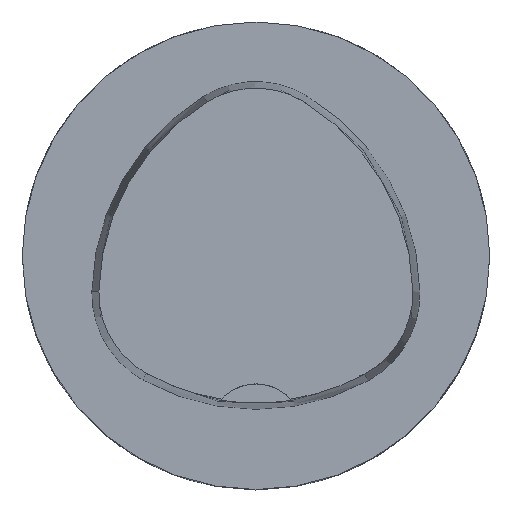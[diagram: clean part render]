
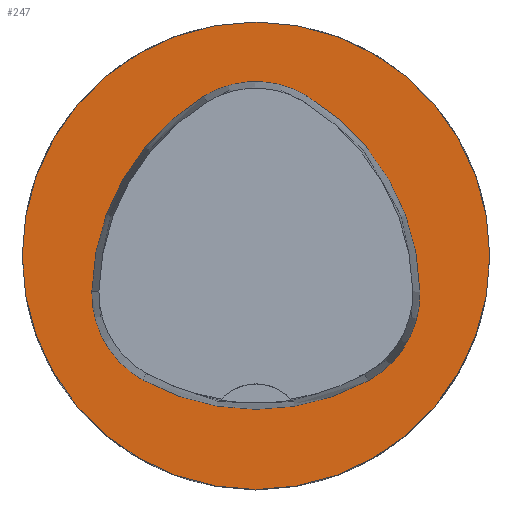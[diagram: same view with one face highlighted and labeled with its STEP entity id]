
A CAD part, top view. The second image highlights one B-rep face of the part: STEP entity #247.
In plain terms, the highlighted planar face has unit normal (0, 0, 1).
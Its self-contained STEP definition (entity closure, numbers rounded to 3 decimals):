
#247=ADVANCED_FACE('',(#316,#317),#283,.T.);
#283=PLANE('',#789);
#316=FACE_BOUND('',#355,.T.);
#317=FACE_BOUND('',#356,.T.);
#355=EDGE_LOOP('',(#446,#447,#448,#449,#450,#451));
#356=EDGE_LOOP('',(#452));
#446=ORIENTED_EDGE('',*,*,#660,.T.);
#447=ORIENTED_EDGE('',*,*,#640,.T.);
#448=ORIENTED_EDGE('',*,*,#644,.T.);
#449=ORIENTED_EDGE('',*,*,#647,.T.);
#450=ORIENTED_EDGE('',*,*,#650,.T.);
#451=ORIENTED_EDGE('',*,*,#658,.T.);
#452=ORIENTED_EDGE('',*,*,#663,.F.);
#579=VERTEX_POINT('',#1080);
#580=VERTEX_POINT('',#1081);
#583=VERTEX_POINT('',#1089);
#585=VERTEX_POINT('',#1095);
#587=VERTEX_POINT('',#1101);
#594=VERTEX_POINT('',#1122);
#595=VERTEX_POINT('',#1132);
#640=EDGE_CURVE('',#579,#580,#725,.T.);
#644=EDGE_CURVE('',#580,#583,#727,.T.);
#647=EDGE_CURVE('',#583,#585,#729,.T.);
#650=EDGE_CURVE('',#585,#587,#731,.T.);
#658=EDGE_CURVE('',#587,#594,#735,.T.);
#660=EDGE_CURVE('',#594,#579,#737,.T.);
#663=EDGE_CURVE('',#595,#595,#740,.T.);
#725=CIRCLE('',#766,20.0);
#727=CIRCLE('',#769,8.5);
#729=CIRCLE('',#772,20.0);
#731=CIRCLE('',#775,8.5);
#735=CIRCLE('',#780,20.0);
#737=CIRCLE('',#783,8.5);
#740=CIRCLE('',#788,20.0);
#766=AXIS2_PLACEMENT_3D('',#1079,#865,#866);
#769=AXIS2_PLACEMENT_3D('',#1088,#873,#874);
#772=AXIS2_PLACEMENT_3D('',#1094,#880,#881);
#775=AXIS2_PLACEMENT_3D('',#1100,#887,#888);
#780=AXIS2_PLACEMENT_3D('',#1123,#899,#900);
#783=AXIS2_PLACEMENT_3D('',#1126,#905,#906);
#788=AXIS2_PLACEMENT_3D('',#1131,#915,#916);
#789=AXIS2_PLACEMENT_3D('',#1133,#917,#918);
#865=DIRECTION('',(0.0,0.0,-1.0));
#866=DIRECTION('',(-1.0,0.0,0.0));
#873=DIRECTION('',(0.0,0.0,-1.0));
#874=DIRECTION('',(-1.0,0.0,0.0));
#880=DIRECTION('',(0.0,0.0,-1.0));
#881=DIRECTION('',(-1.0,0.0,0.0));
#887=DIRECTION('',(0.0,0.0,-1.0));
#888=DIRECTION('',(-1.0,0.0,0.0));
#899=DIRECTION('',(0.0,0.0,-1.0));
#900=DIRECTION('',(-1.0,0.0,0.0));
#905=DIRECTION('',(0.0,0.0,-1.0));
#906=DIRECTION('',(-1.0,0.0,0.0));
#915=DIRECTION('',(0.0,0.0,-1.0));
#916=DIRECTION('',(-1.0,0.0,0.0));
#917=DIRECTION('',(0.0,0.0,1.0));
#918=DIRECTION('',(1.0,0.0,0.0));
#1079=CARTESIAN_POINT('',(5.955,-3.414,0.0));
#1080=CARTESIAN_POINT('',(-14.041,-3.042,0.0));
#1081=CARTESIAN_POINT('',(-4.472,13.653,0.0));
#1088=CARTESIAN_POINT('',(-0.04,6.4,0.0));
#1089=CARTESIAN_POINT('',(4.347,13.68,0.0));
#1094=CARTESIAN_POINT('',(-5.976,-3.45,0.0));
#1095=CARTESIAN_POINT('',(14.021,-3.075,0.0));
#1100=CARTESIAN_POINT('',(5.522,-3.235,0.0));
#1101=CARTESIAN_POINT('',(9.588,-10.699,0.0));
#1122=CARTESIAN_POINT('',(-9.655,-10.639,0.0));
#1123=CARTESIAN_POINT('',(0.022,6.864,0.0));
#1126=CARTESIAN_POINT('',(-5.543,-3.2,0.0));
#1131=CARTESIAN_POINT('',(0.0,0.0,0.0));
#1132=CARTESIAN_POINT('',(-20.0,0.0,0.0));
#1133=CARTESIAN_POINT('',(0.0,0.0,0.0));
